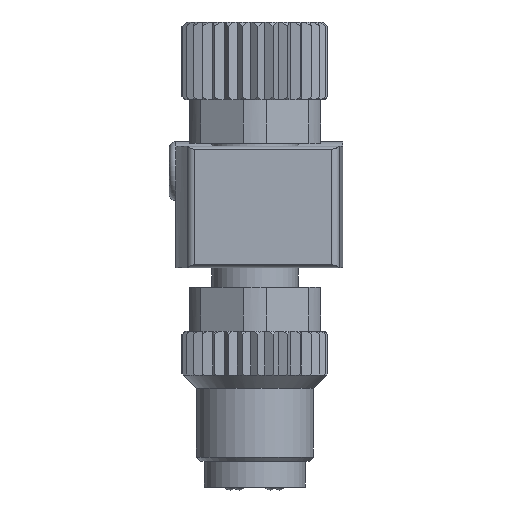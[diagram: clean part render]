
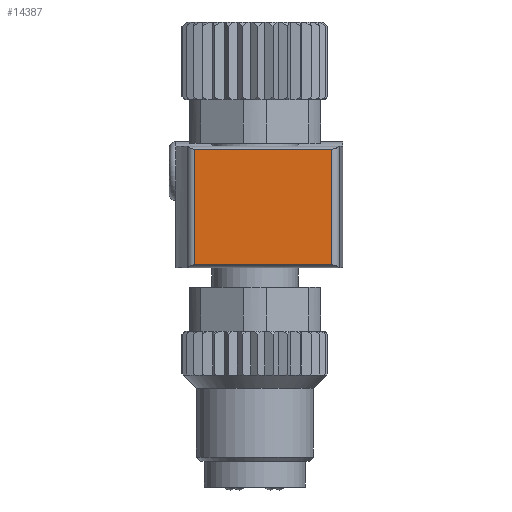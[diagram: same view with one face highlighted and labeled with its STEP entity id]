
A CAD part, left-side view. The second image highlights one B-rep face of the part: STEP entity #14387.
In plain terms, the highlighted face is planar.
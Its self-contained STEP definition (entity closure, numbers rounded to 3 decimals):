
#452=LINE('',#20693,#1277);
#454=LINE('',#20708,#1279);
#455=LINE('',#20711,#1280);
#456=LINE('',#20712,#1281);
#1277=VECTOR('',#16864,1000.);
#1279=VECTOR('',#16868,1000.);
#1280=VECTOR('',#16869,1000.);
#1281=VECTOR('',#16870,1000.);
#1884=PLANE('',#15172);
#3562=ORIENTED_EDGE('',*,*,#6276,.T.);
#3563=ORIENTED_EDGE('',*,*,#6277,.T.);
#3564=ORIENTED_EDGE('',*,*,#6272,.F.);
#3565=ORIENTED_EDGE('',*,*,#6278,.T.);
#6272=EDGE_CURVE('',#7614,#7615,#452,.T.);
#6276=EDGE_CURVE('',#7618,#7619,#454,.T.);
#6277=EDGE_CURVE('',#7619,#7615,#455,.F.);
#6278=EDGE_CURVE('',#7614,#7618,#456,.T.);
#7614=VERTEX_POINT('',#20694);
#7615=VERTEX_POINT('',#20695);
#7618=VERTEX_POINT('',#20709);
#7619=VERTEX_POINT('',#20710);
#8632=EDGE_LOOP('',(#3562,#3563,#3564,#3565));
#9308=FACE_BOUND('',#8632,.T.);
#14387=ADVANCED_FACE('',(#9308),#1884,.F.);
#15172=AXIS2_PLACEMENT_3D('',#20707,#16866,#16867);
#16864=DIRECTION('',(0.,0.,-1.));
#16866=DIRECTION('',(-1.,0.,0.));
#16867=DIRECTION('',(0.,0.,1.));
#16868=DIRECTION('',(0.,0.,-1.));
#16869=DIRECTION('',(0.,-1.,0.));
#16870=DIRECTION('',(0.,-1.,0.));
#20693=CARTESIAN_POINT('',(10.5,4.114,8.3));
#20694=CARTESIAN_POINT('',(10.5,4.114,8.109));
#20695=CARTESIAN_POINT('',(10.5,4.114,0.191));
#20707=CARTESIAN_POINT('',(10.5,-5.263,8.3));
#20708=CARTESIAN_POINT('',(10.5,-5.263,8.3));
#20709=CARTESIAN_POINT('',(10.5,-5.263,8.109));
#20710=CARTESIAN_POINT('',(10.5,-5.263,0.191));
#20711=CARTESIAN_POINT('',(10.5,8.3,0.191));
#20712=CARTESIAN_POINT('',(10.5,8.3,8.109));
